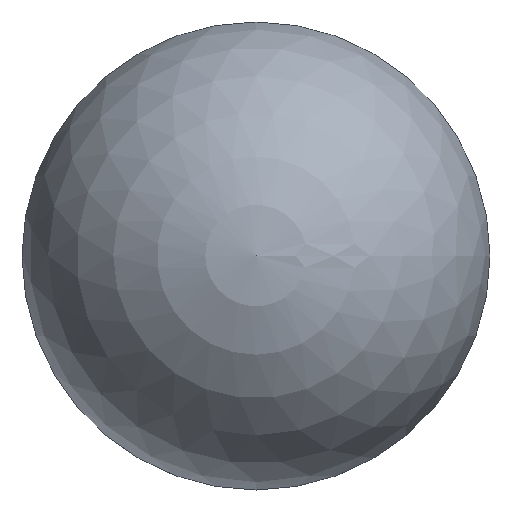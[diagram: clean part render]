
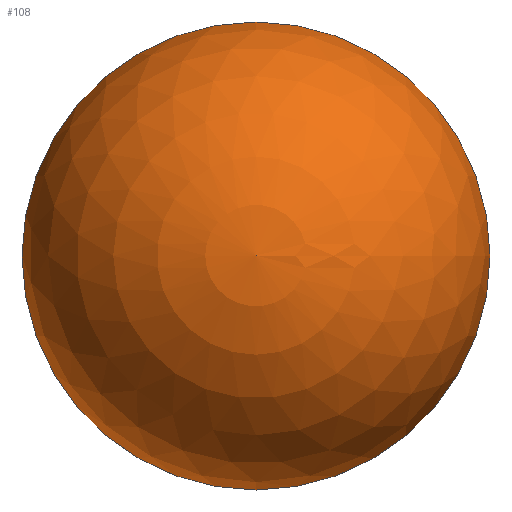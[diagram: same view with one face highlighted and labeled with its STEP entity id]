
A CAD part, top view. The second image highlights one B-rep face of the part: STEP entity #108.
In plain terms, the highlighted spherical face has radius 30 mm.
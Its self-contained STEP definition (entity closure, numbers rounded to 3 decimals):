
#108 = ADVANCED_FACE( '', ( #230 ), #231, .T. );
#230 = FACE_OUTER_BOUND( '', #355, .T. );
#231 = SPHERICAL_SURFACE( '', #356, 30. );
#355 = EDGE_LOOP( '', ( #599 ) );
#356 = AXIS2_PLACEMENT_3D( '', #600, #601, #602 );
#599 = ORIENTED_EDGE( '', *, *, #750, .F. );
#600 = CARTESIAN_POINT( '', ( 0., 0., 29. ) );
#601 = DIRECTION( '', ( 0., 0., 1. ) );
#602 = DIRECTION( '', ( 1., 0., 0. ) );
#750 = EDGE_CURVE( '', #900, #900, #901, .F. );
#900 = VERTEX_POINT( '', #1092 );
#901 = CIRCLE( '', #1093, 29.975 );
#1092 = CARTESIAN_POINT( '', ( 29.975, 0., 30.219 ) );
#1093 = AXIS2_PLACEMENT_3D( '', #1220, #1221, #1222 );
#1220 = CARTESIAN_POINT( '', ( 0., 0., 30.219 ) );
#1221 = DIRECTION( '', ( 0., 0., 1. ) );
#1222 = DIRECTION( '', ( 1., 0., 0. ) );
